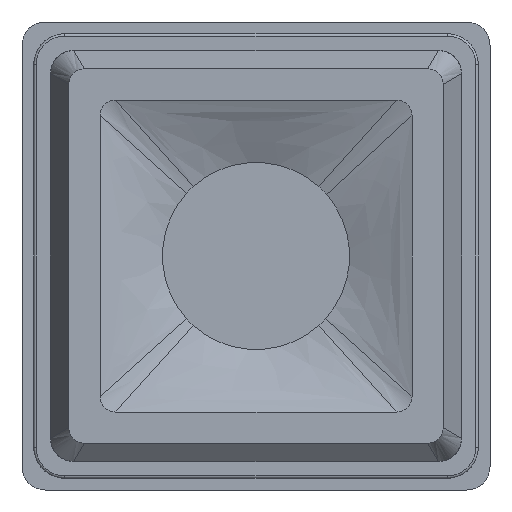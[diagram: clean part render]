
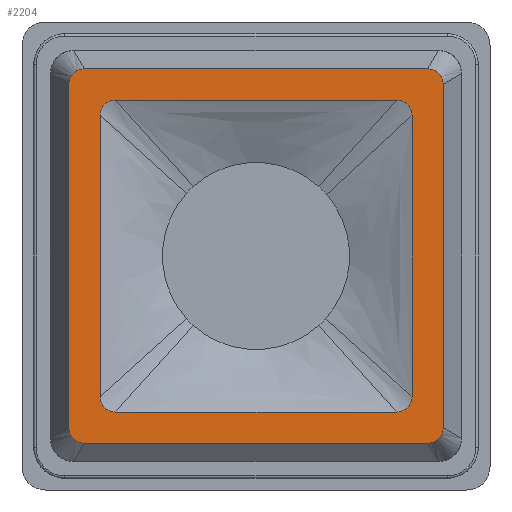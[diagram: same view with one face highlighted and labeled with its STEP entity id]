
A CAD part, front view. The second image highlights one B-rep face of the part: STEP entity #2204.
In plain terms, the highlighted planar face has unit normal (0, -1, 0).
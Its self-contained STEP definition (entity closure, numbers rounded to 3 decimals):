
#41=FACE_BOUND('',#743,.T.);
#136=LINE('',#3452,#300);
#139=LINE('',#3460,#303);
#142=LINE('',#3468,#306);
#145=LINE('',#3475,#309);
#183=LINE('',#4021,#347);
#187=LINE('',#4035,#351);
#258=LINE('',#4356,#422);
#261=LINE('',#4368,#425);
#300=VECTOR('',#2516,18.);
#303=VECTOR('',#2525,18.);
#306=VECTOR('',#2534,18.);
#309=VECTOR('',#2543,18.);
#347=VECTOR('',#2703,22.);
#351=VECTOR('',#2711,22.);
#422=VECTOR('',#3056,22.);
#425=VECTOR('',#3063,22.);
#600=FACE_OUTER_BOUND('',#742,.T.);
#742=EDGE_LOOP('',(#1994,#1995,#1996,#1997,#1998,#1999,#2000,#2001));
#743=EDGE_LOOP('',(#2002,#2003,#2004,#2005,#2006,#2007,#2008,#2009));
#761=CIRCLE('',#2226,1.);
#762=CIRCLE('',#2229,1.);
#763=CIRCLE('',#2232,1.);
#764=CIRCLE('',#2235,1.);
#789=CIRCLE('',#2298,1.);
#790=CIRCLE('',#2300,1.);
#875=CIRCLE('',#2437,1.);
#876=CIRCLE('',#2439,1.);
#893=VERTEX_POINT('',#3445);
#894=VERTEX_POINT('',#3446);
#895=VERTEX_POINT('',#3451);
#896=VERTEX_POINT('',#3455);
#897=VERTEX_POINT('',#3459);
#898=VERTEX_POINT('',#3463);
#899=VERTEX_POINT('',#3467);
#900=VERTEX_POINT('',#3471);
#958=VERTEX_POINT('',#4018);
#959=VERTEX_POINT('',#4020);
#960=VERTEX_POINT('',#4029);
#961=VERTEX_POINT('',#4033);
#962=VERTEX_POINT('',#4042);
#1067=VERTEX_POINT('',#4353);
#1068=VERTEX_POINT('',#4355);
#1069=VERTEX_POINT('',#4364);
#1094=EDGE_CURVE('',#893,#894,#761,.T.);
#1097=EDGE_CURVE('',#895,#893,#136,.T.);
#1099=EDGE_CURVE('',#896,#895,#762,.T.);
#1101=EDGE_CURVE('',#897,#896,#139,.T.);
#1103=EDGE_CURVE('',#898,#897,#763,.T.);
#1105=EDGE_CURVE('',#899,#898,#142,.T.);
#1107=EDGE_CURVE('',#900,#899,#764,.T.);
#1109=EDGE_CURVE('',#894,#900,#145,.T.);
#1199=EDGE_CURVE('',#958,#959,#183,.T.);
#1202=EDGE_CURVE('',#960,#958,#789,.T.);
#1204=EDGE_CURVE('',#961,#960,#187,.T.);
#1206=EDGE_CURVE('',#962,#961,#790,.T.);
#1360=EDGE_CURVE('',#1067,#1068,#258,.T.);
#1362=EDGE_CURVE('',#1068,#1069,#875,.T.);
#1364=EDGE_CURVE('',#1069,#962,#261,.T.);
#1365=EDGE_CURVE('',#959,#1067,#876,.T.);
#1994=ORIENTED_EDGE('',*,*,#1360,.F.);
#1995=ORIENTED_EDGE('',*,*,#1365,.F.);
#1996=ORIENTED_EDGE('',*,*,#1199,.F.);
#1997=ORIENTED_EDGE('',*,*,#1202,.F.);
#1998=ORIENTED_EDGE('',*,*,#1204,.F.);
#1999=ORIENTED_EDGE('',*,*,#1206,.F.);
#2000=ORIENTED_EDGE('',*,*,#1364,.F.);
#2001=ORIENTED_EDGE('',*,*,#1362,.F.);
#2002=ORIENTED_EDGE('',*,*,#1094,.T.);
#2003=ORIENTED_EDGE('',*,*,#1109,.T.);
#2004=ORIENTED_EDGE('',*,*,#1107,.T.);
#2005=ORIENTED_EDGE('',*,*,#1105,.T.);
#2006=ORIENTED_EDGE('',*,*,#1103,.T.);
#2007=ORIENTED_EDGE('',*,*,#1101,.T.);
#2008=ORIENTED_EDGE('',*,*,#1099,.T.);
#2009=ORIENTED_EDGE('',*,*,#1097,.T.);
#2070=PLANE('',#2462);
#2204=ADVANCED_FACE('',(#600,#41),#2070,.T.);
#2226=AXIS2_PLACEMENT_3D('',#3447,#2510,#2511);
#2229=AXIS2_PLACEMENT_3D('',#3456,#2520,#2521);
#2232=AXIS2_PLACEMENT_3D('',#3464,#2529,#2530);
#2235=AXIS2_PLACEMENT_3D('',#3472,#2538,#2539);
#2298=AXIS2_PLACEMENT_3D('',#4031,#2706,#2707);
#2300=AXIS2_PLACEMENT_3D('',#4044,#2713,#2714);
#2437=AXIS2_PLACEMENT_3D('',#4365,#3058,#3059);
#2439=AXIS2_PLACEMENT_3D('',#4375,#3064,#3065);
#2462=AXIS2_PLACEMENT_3D('',#4419,#3131,#3132);
#2510=DIRECTION('center_axis',(0.,1.,0.));
#2511=DIRECTION('ref_axis',(0.,0.,1.));
#2516=DIRECTION('',(0.,0.,1.));
#2520=DIRECTION('center_axis',(0.,1.,0.));
#2521=DIRECTION('ref_axis',(-1.,0.,0.));
#2525=DIRECTION('',(-1.,0.,0.));
#2529=DIRECTION('center_axis',(0.,1.,0.));
#2530=DIRECTION('ref_axis',(0.,0.,-1.));
#2534=DIRECTION('',(0.,0.,-1.));
#2538=DIRECTION('center_axis',(0.,1.,0.));
#2539=DIRECTION('ref_axis',(1.,0.,0.));
#2543=DIRECTION('',(1.,0.,0.));
#2703=DIRECTION('',(-1.,0.,0.));
#2706=DIRECTION('center_axis',(0.,1.,0.));
#2707=DIRECTION('ref_axis',(0.,0.,-1.));
#2711=DIRECTION('',(0.,0.,-1.));
#2713=DIRECTION('center_axis',(0.,1.,0.));
#2714=DIRECTION('ref_axis',(1.,0.,0.));
#3056=DIRECTION('',(0.,0.,1.));
#3058=DIRECTION('center_axis',(0.,1.,0.));
#3059=DIRECTION('ref_axis',(0.,0.,1.));
#3063=DIRECTION('',(1.,0.,0.));
#3064=DIRECTION('center_axis',(0.,1.,0.));
#3065=DIRECTION('ref_axis',(-1.,0.,0.));
#3131=DIRECTION('center_axis',(0.,-1.,0.));
#3132=DIRECTION('ref_axis',(0.,0.,-1.));
#3445=CARTESIAN_POINT('',(-10.,-18.,9.));
#3446=CARTESIAN_POINT('',(-9.,-18.,10.));
#3447=CARTESIAN_POINT('Origin',(-9.,-18.,9.));
#3451=CARTESIAN_POINT('',(-10.,-18.,-9.));
#3452=CARTESIAN_POINT('',(-10.,-18.,-4.5));
#3455=CARTESIAN_POINT('',(-9.,-18.,-10.));
#3456=CARTESIAN_POINT('Origin',(-9.,-18.,-9.));
#3459=CARTESIAN_POINT('',(9.,-18.,-10.));
#3460=CARTESIAN_POINT('',(4.5,-18.,-10.));
#3463=CARTESIAN_POINT('',(10.,-18.,-9.));
#3464=CARTESIAN_POINT('Origin',(9.,-18.,-9.));
#3467=CARTESIAN_POINT('',(10.,-18.,9.));
#3468=CARTESIAN_POINT('',(10.,-18.,4.5));
#3471=CARTESIAN_POINT('',(9.,-18.,10.));
#3472=CARTESIAN_POINT('Origin',(9.,-18.,9.));
#3475=CARTESIAN_POINT('',(-4.5,-18.,10.));
#4018=CARTESIAN_POINT('',(11.,-18.,-12.));
#4020=CARTESIAN_POINT('',(-11.,-18.,-12.));
#4021=CARTESIAN_POINT('',(-11.,-18.,-12.));
#4029=CARTESIAN_POINT('',(12.,-18.,-11.));
#4031=CARTESIAN_POINT('Origin',(11.,-18.,-11.));
#4033=CARTESIAN_POINT('',(12.,-18.,11.));
#4035=CARTESIAN_POINT('',(12.,-18.,-11.));
#4042=CARTESIAN_POINT('',(11.,-18.,12.));
#4044=CARTESIAN_POINT('Origin',(11.,-18.,11.));
#4353=CARTESIAN_POINT('',(-12.,-18.,-11.));
#4355=CARTESIAN_POINT('',(-12.,-18.,11.));
#4356=CARTESIAN_POINT('',(-12.,-18.,11.));
#4364=CARTESIAN_POINT('',(-11.,-18.,12.));
#4365=CARTESIAN_POINT('Origin',(-11.,-18.,11.));
#4368=CARTESIAN_POINT('',(11.,-18.,12.));
#4375=CARTESIAN_POINT('Origin',(-11.,-18.,-11.));
#4419=CARTESIAN_POINT('Origin',(0.,-18.,0.));
